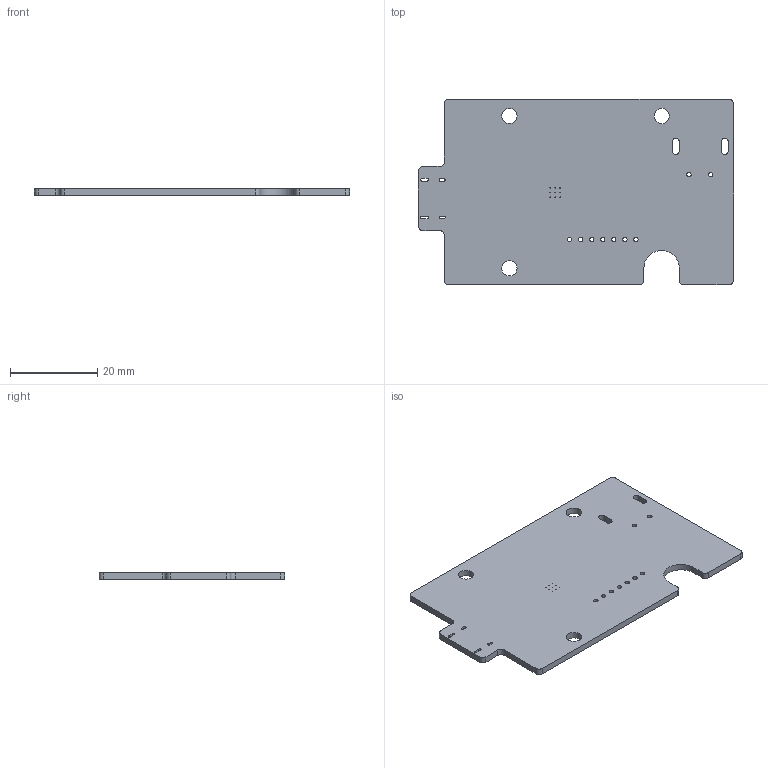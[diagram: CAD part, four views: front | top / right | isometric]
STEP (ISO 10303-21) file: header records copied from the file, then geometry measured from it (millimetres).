
FILE_DESCRIPTION(('KiCad electronic assembly'),'2;1');
FILE_NAME('C-PIM.step','2025-03-09T18:13:11',('Pcbnew'),('Kicad'), 'Open CASCADE STEP processor 7.8','KiCad to STEP converter','Unknown' );
FILE_SCHEMA(('AUTOMOTIVE_DESIGN { 1 0 10303 214 1 1 1 1 }'));
Length unit declared in the file: millimetre
Products named in the file (2): C-PIM 1; C-PIM_PCB
Assembly tree (1 placements, depth 2):
  C-PIM 1
    C-PIM_PCB
Bounding box: 72.34 x 42.6 x 1.51 mm (x, y, z)
Volume: 4238.4 mm3; surface area: 6125.5 mm2
Topology: 1 solids, 1 shells, 77 faces, 225 edges, 150 vertices
Faces by surface type: cylinder 48, plane 29
Full cylindrical faces by diameter (mm): 0.2 x9, 1 x9, 3.5 x3
Entity records: 2740 total; most frequent: DIRECTION 479, CARTESIAN_POINT 454, ORIENTED_EDGE 450, EDGE_CURVE 225, AXIS2_PLACEMENT_3D 175, VERTEX_POINT 150, FACE_BOUND 131, EDGE_LOOP 131
